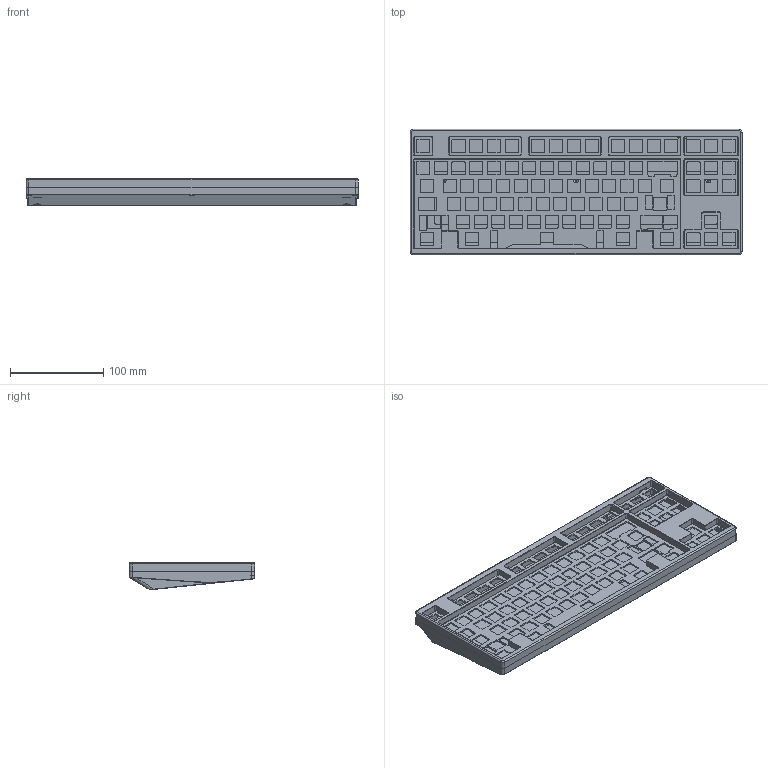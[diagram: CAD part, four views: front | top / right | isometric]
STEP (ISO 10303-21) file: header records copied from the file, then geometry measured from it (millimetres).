
FILE_DESCRIPTION(/* description */ (''),/* implementation_level */ '2;1');
FILE_NAME(/* name */ 'AEnon.step',/* time_stamp */ '2024-01-21T13:05:41Z',/* author */ (''),/* organization */ (''),/* preprocessor_version */ 'ST-DEVELOPER v20',/* originating_system */ 'Autodesk Translation Framework v12.14.0.127',/* authorisation */ '');
FILE_SCHEMA (('AUTOMOTIVE_DESIGN { 1 0 10303 214 3 1 1 }'));
Length unit declared in the file: millimetre
Products named in the file (5): Step sides; Top; Plate; Bottom; Weight
Assembly tree (4 placements, depth 2):
  Step sides
    Top
    Plate
    Bottom
    Weight
Bounding box: 356.61 x 134.48 x 28.92 mm (x, y, z)
Volume: 426271.8 mm3; surface area: 256821.2 mm2
Topology: 4 solids, 4 shells, 1627 faces, 4650 edges, 3041 vertices
Faces by surface type: plane 770, cylinder 751, cone 95, bspline 11
Full cylindrical faces by diameter (mm): 2.075 x23, 2.9 x9, 3 x14, 4.5 x2, 4.9 x6, 8 x4
Entity records: 54068 total; most frequent: CARTESIAN_POINT 9588, DIRECTION 9444, ORIENTED_EDGE 9254, EDGE_CURVE 4627, AXIS2_PLACEMENT_3D 3229, VERTEX_POINT 3041, LINE 2986, VECTOR 2986
